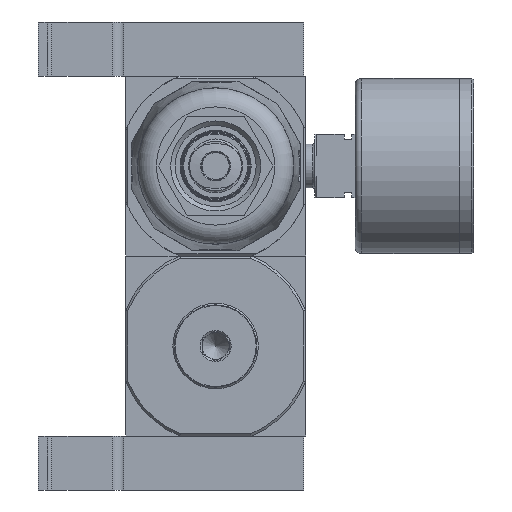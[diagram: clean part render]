
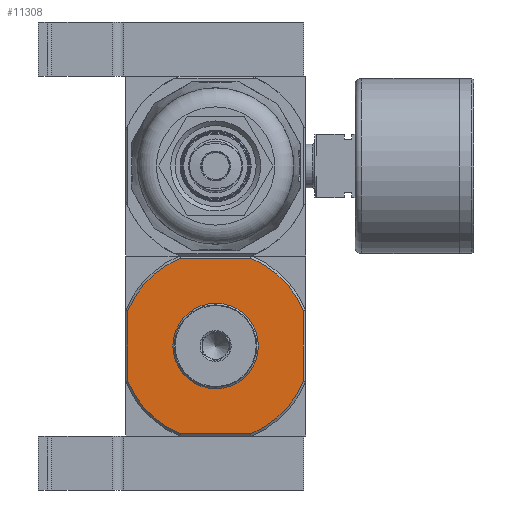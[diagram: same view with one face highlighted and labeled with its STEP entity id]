
A CAD part, front view. The second image highlights one B-rep face of the part: STEP entity #11308.
In plain terms, the highlighted planar face has unit normal (0, -1, 0).
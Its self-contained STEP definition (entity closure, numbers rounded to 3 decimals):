
#1202=CIRCLE('',#15616,9.5);
#1203=CIRCLE('',#15617,21.);
#1204=CIRCLE('',#15618,21.);
#1205=CIRCLE('',#15619,21.);
#1206=CIRCLE('',#15620,21.);
#3902=ORIENTED_EDGE('',*,*,#5674,.F.);
#3903=ORIENTED_EDGE('',*,*,#5675,.T.);
#3904=ORIENTED_EDGE('',*,*,#5676,.F.);
#3905=ORIENTED_EDGE('',*,*,#5670,.T.);
#3906=ORIENTED_EDGE('',*,*,#5677,.F.);
#3907=ORIENTED_EDGE('',*,*,#5678,.F.);
#3908=ORIENTED_EDGE('',*,*,#5679,.F.);
#3909=ORIENTED_EDGE('',*,*,#5680,.F.);
#3910=ORIENTED_EDGE('',*,*,#5681,.F.);
#5670=EDGE_CURVE('',#6820,#6821,#7603,.T.);
#5674=EDGE_CURVE('',#6824,#6824,#1202,.F.);
#5675=EDGE_CURVE('',#6825,#6826,#7605,.T.);
#5676=EDGE_CURVE('',#6820,#6826,#1203,.T.);
#5677=EDGE_CURVE('',#6827,#6821,#1204,.T.);
#5678=EDGE_CURVE('',#6828,#6827,#7606,.T.);
#5679=EDGE_CURVE('',#6829,#6828,#1205,.T.);
#5680=EDGE_CURVE('',#6830,#6829,#7607,.T.);
#5681=EDGE_CURVE('',#6825,#6830,#1206,.T.);
#6820=VERTEX_POINT('',#22827);
#6821=VERTEX_POINT('',#22828);
#6824=VERTEX_POINT('',#22842);
#6825=VERTEX_POINT('',#22844);
#6826=VERTEX_POINT('',#22845);
#6827=VERTEX_POINT('',#22848);
#6828=VERTEX_POINT('',#22850);
#6829=VERTEX_POINT('',#22852);
#6830=VERTEX_POINT('',#22854);
#7603=LINE('',#22826,#8325);
#7605=LINE('',#22843,#8327);
#7606=LINE('',#22849,#8328);
#7607=LINE('',#22853,#8329);
#8325=VECTOR('',#18715,1000.);
#8327=VECTOR('',#18721,1000.);
#8328=VECTOR('',#18726,1000.);
#8329=VECTOR('',#18729,1000.);
#9198=EDGE_LOOP('',(#3902));
#9199=EDGE_LOOP('',(#3903,#3904,#3905,#3906,#3907,#3908,#3909,#3910));
#10178=FACE_BOUND('',#9198,.T.);
#10179=FACE_BOUND('',#9199,.T.);
#10676=PLANE('',#15615);
#11308=ADVANCED_FACE('',(#10178,#10179),#10676,.F.);
#15615=AXIS2_PLACEMENT_3D('',#22840,#18717,#18718);
#15616=AXIS2_PLACEMENT_3D('',#22841,#18719,#18720);
#15617=AXIS2_PLACEMENT_3D('',#22846,#18722,#18723);
#15618=AXIS2_PLACEMENT_3D('',#22847,#18724,#18725);
#15619=AXIS2_PLACEMENT_3D('',#22851,#18727,#18728);
#15620=AXIS2_PLACEMENT_3D('',#22855,#18730,#18731);
#18715=DIRECTION('',(0.,0.,-1.));
#18717=DIRECTION('',(0.,1.,0.));
#18718=DIRECTION('',(0.,0.,1.));
#18719=DIRECTION('',(0.,1.,0.));
#18720=DIRECTION('',(0.,0.,1.));
#18721=DIRECTION('',(-1.,0.,0.));
#18722=DIRECTION('',(0.,1.,0.));
#18723=DIRECTION('',(-1.,0.,0.));
#18724=DIRECTION('',(0.,1.,0.));
#18725=DIRECTION('',(-1.,0.,0.));
#18726=DIRECTION('',(-1.,0.,0.));
#18727=DIRECTION('',(0.,1.,0.));
#18728=DIRECTION('',(-1.,0.,0.));
#18729=DIRECTION('',(0.,0.,-1.));
#18730=DIRECTION('',(0.,1.,0.));
#18731=DIRECTION('',(-1.,0.,0.));
#22826=CARTESIAN_POINT('',(-19.5,-20.,20.));
#22827=CARTESIAN_POINT('',(-19.5,-20.,7.794));
#22828=CARTESIAN_POINT('',(-19.5,-20.,-7.794));
#22840=CARTESIAN_POINT('',(-19.5,-20.,20.));
#22841=CARTESIAN_POINT('',(0.,-20.,0.));
#22842=CARTESIAN_POINT('',(0.,-20.,9.5));
#22843=CARTESIAN_POINT('',(20.,-20.,19.5));
#22844=CARTESIAN_POINT('',(7.794,-20.,19.5));
#22845=CARTESIAN_POINT('',(-7.794,-20.,19.5));
#22846=CARTESIAN_POINT('',(0.,-20.,0.));
#22847=CARTESIAN_POINT('',(0.,-20.,0.));
#22848=CARTESIAN_POINT('',(-7.794,-20.,-19.5));
#22849=CARTESIAN_POINT('',(20.,-20.,-19.5));
#22850=CARTESIAN_POINT('',(7.794,-20.,-19.5));
#22851=CARTESIAN_POINT('',(0.,-20.,0.));
#22852=CARTESIAN_POINT('',(19.5,-20.,-7.794));
#22853=CARTESIAN_POINT('',(19.5,-20.,20.));
#22854=CARTESIAN_POINT('',(19.5,-20.,7.794));
#22855=CARTESIAN_POINT('',(0.,-20.,0.));
